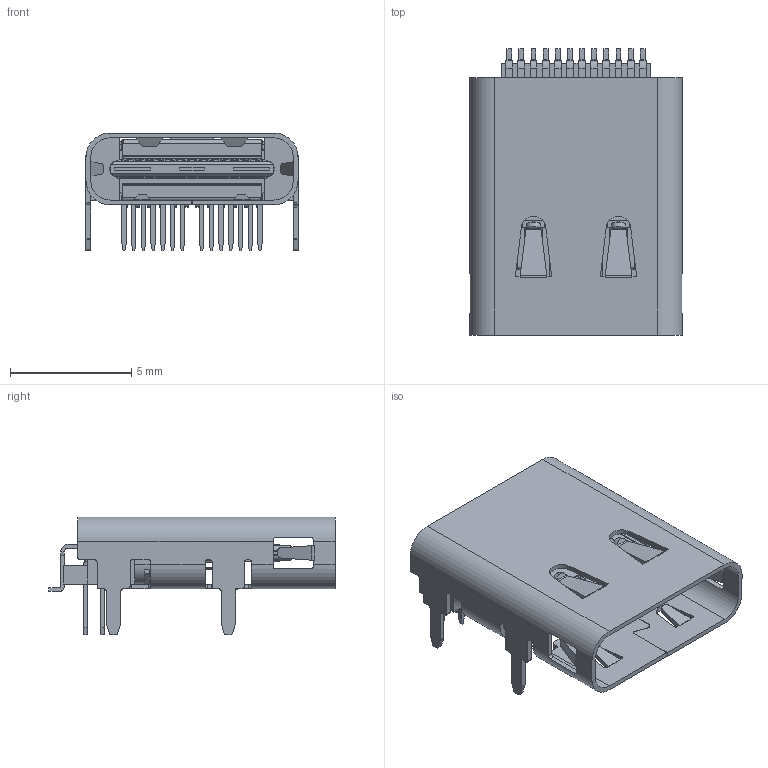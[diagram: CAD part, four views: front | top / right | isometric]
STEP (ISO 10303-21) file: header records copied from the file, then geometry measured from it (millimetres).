
FILE_DESCRIPTION(/* description */ ('Unknown'),/* implementation_level */ '2;1');
FILE_NAME(/* name */ 'J_Wurth_WR-USB_632723300011',/* time_stamp */ '2024-07-12T17:18:20+08:00',/* author */ ('Unknown'),/* organization */ ('Unknown'),/* preprocessor_version */ 'ST-DEVELOPER v19.4',/* originating_system */ 'Solid Edge',/* authorisation */ 'Unknown');
FILE_SCHEMA (('AUTOMOTIVE_DESIGN {1 0 10303 214 3 1 1}'));
Products named in the file (2): J_Wurth_WR-USB_632723300011
Assembly tree (1 placements, depth 2):
  J_Wurth_WR-USB_632723300011
    J_Wurth_WR-USB_632723300011
Bounding box: 8.74 x 11.79 x 4.86 mm (x, y, z)
Volume: 128.2 mm3; surface area: 1313.7 mm2
Topology: 32 solids, 32 shells, 2061 faces, 5755 edges, 3738 vertices
Faces by surface type: plane 1623, cylinder 355, bspline 52, torus 24, cone 7
Full cylindrical faces by diameter (mm): 0.4 x6
Entity records: 70284 total; most frequent: CARTESIAN_POINT 17058, ORIENTED_EDGE 11490, DIRECTION 10243, EDGE_CURVE 5745, LINE 4665, VECTOR 4665, VERTEX_POINT 3734, AXIS2_PLACEMENT_3D 2789
